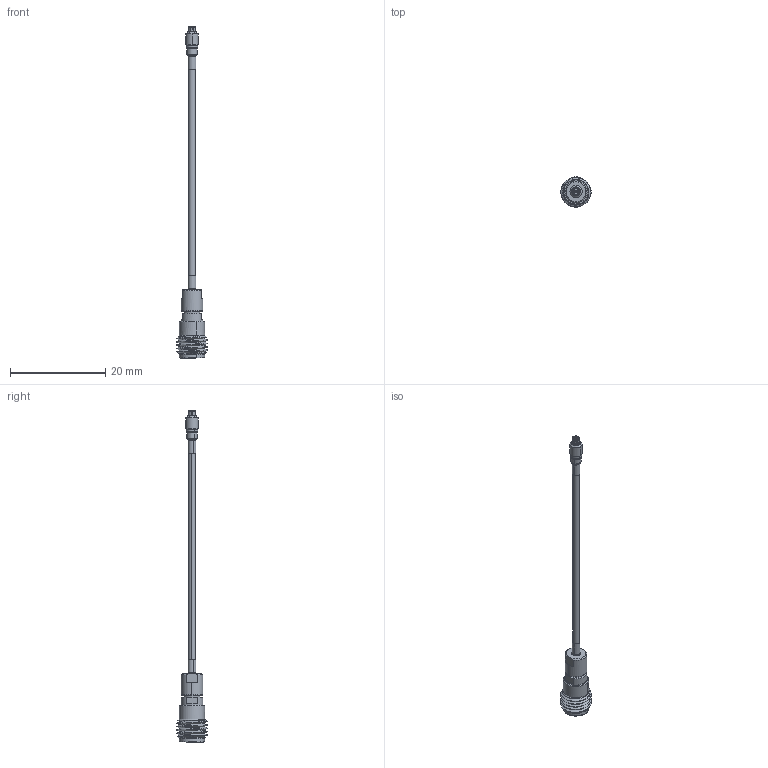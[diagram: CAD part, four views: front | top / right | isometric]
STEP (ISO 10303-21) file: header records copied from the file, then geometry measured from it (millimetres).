
FILE_DESCRIPTION (( 'STEP AP214' ), '1' );
FILE_NAME ('FMCA9955_3D.step', '2023-09-25T22:13:12', ( '' ), ( '' ), 'SwSTEP 2.0', 'SolidWorks 2022', '' );
FILE_SCHEMA (( 'AUTOMOTIVE_DESIGN' ));
Length unit declared in the file: inch
Products named in the file (5): Copy of 047_HeatShrink^FMCA9955; Copy of PE-P047 Cable New^FMCA9955; Copy of PE45893^FMCA9955; FMCA9955_3D; Copy of PE44798^FMCA9955
Assembly tree (5 placements, depth 2):
  FMCA9955_3D
    Copy of PE-P047 Cable New^FMCA9955
    Copy of PE45893^FMCA9955
    Copy of PE44798^FMCA9955
    Copy of 047_HeatShrink^FMCA9955  x2
Bounding box: 6.34 x 6.34 x 69.82 mm (x, y, z)
Volume: 372.9 mm3; surface area: 782.5 mm2
Topology: 5 solids, 5 shells, 237 faces, 587 edges, 374 vertices
Faces by surface type: plane 89, cylinder 70, cone 43, torus 30, bspline 5
Entity records: 8009 total; most frequent: CARTESIAN_POINT 2533, DIRECTION 1137, ORIENTED_EDGE 1094, EDGE_CURVE 547, AXIS2_PLACEMENT_3D 459, VERTEX_POINT 354, CIRCLE 239, EDGE_LOOP 233
